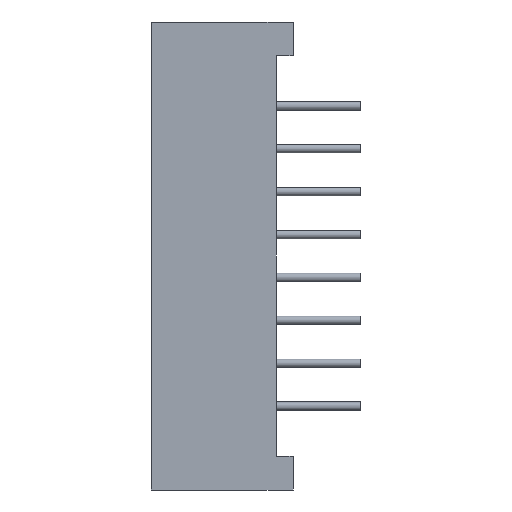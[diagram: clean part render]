
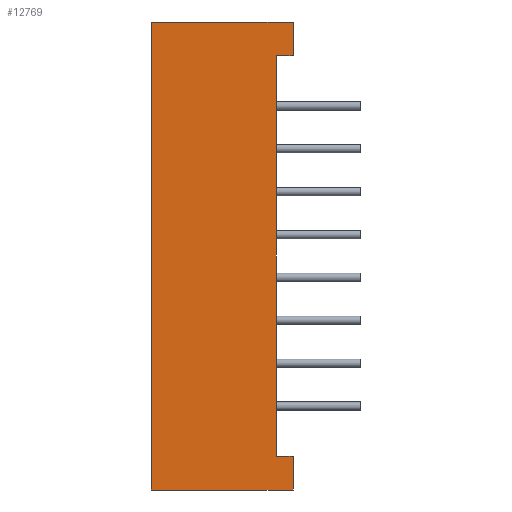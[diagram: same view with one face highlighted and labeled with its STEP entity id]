
A CAD part, left-side view. The second image highlights one B-rep face of the part: STEP entity #12769.
In plain terms, the highlighted planar face has unit normal (-1, 0, 0).
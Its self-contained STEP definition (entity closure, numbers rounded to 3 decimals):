
#255 = VERTEX_POINT ( 'NONE', #4677 ) ;
#260 = EDGE_CURVE ( 'NONE', #255, #3700, #4670, .T. ) ;
#347 = EDGE_CURVE ( 'NONE', #4222, #4246, #4986, .T. ) ;
#352 = EDGE_CURVE ( 'NONE', #7129, #3703, #5020, .T. ) ;
#463 = ORIENTED_EDGE ( 'NONE', *, *, #352, .T. ) ;
#3700 = VERTEX_POINT ( 'NONE', #19607 ) ;
#3702 = EDGE_CURVE ( 'NONE', #3703, #3700, #19606, .T. ) ;
#3703 = VERTEX_POINT ( 'NONE', #19602 ) ;
#4221 = EDGE_CURVE ( 'NONE', #4236, #4222, #21116, .T. ) ;
#4222 = VERTEX_POINT ( 'NONE', #21112 ) ;
#4236 = VERTEX_POINT ( 'NONE', #21150 ) ;
#4246 = VERTEX_POINT ( 'NONE', #21139 ) ;
#4247 = VERTEX_POINT ( 'NONE', #21138 ) ;
#4249 = EDGE_CURVE ( 'NONE', #4247, #4246, #21137, .T. ) ;
#4667 = DIRECTION ( 'NONE',  ( 0., 0., 1. ) ) ;
#4668 = VECTOR ( 'NONE', #4667, 1000. ) ;
#4669 = CARTESIAN_POINT ( 'NONE',  ( -10., 0., 0. ) ) ;
#4670 = LINE ( 'NONE', #4669, #4668 ) ;
#4677 = CARTESIAN_POINT ( 'NONE',  ( -10., 0., -13.85 ) ) ;
#4983 = DIRECTION ( 'NONE',  ( 0., -1., 0. ) ) ;
#4984 = VECTOR ( 'NONE', #4983, 1000. ) ;
#4985 = CARTESIAN_POINT ( 'NONE',  ( -10., -4.2, -11.85 ) ) ;
#4986 = LINE ( 'NONE', #4985, #4984 ) ;
#5017 = DIRECTION ( 'NONE',  ( 0., 0., 1. ) ) ;
#5018 = VECTOR ( 'NONE', #5017, 1000. ) ;
#5019 = CARTESIAN_POINT ( 'NONE',  ( -10., -8.4, 0. ) ) ;
#5020 = LINE ( 'NONE', #5019, #5018 ) ;
#7129 = VERTEX_POINT ( 'NONE', #21476 ) ;
#12767 = EDGE_LOOP ( 'NONE', ( #18171, #18187, #18183, #18184, #463, #18270, #18263, #18269 ) ) ;
#12769 = ADVANCED_FACE ( 'NONE', ( #21586 ), #21626, .T. ) ;
#18171 = ORIENTED_EDGE ( 'NONE', *, *, #4249, .T. ) ;
#18183 = ORIENTED_EDGE ( 'NONE', *, *, #4221, .F. ) ;
#18184 = ORIENTED_EDGE ( 'NONE', *, *, #18191, .F. ) ;
#18187 = ORIENTED_EDGE ( 'NONE', *, *, #347, .F. ) ;
#18191 = EDGE_CURVE ( 'NONE', #7129, #4236, #22247, .T. ) ;
#18263 = ORIENTED_EDGE ( 'NONE', *, *, #260, .F. ) ;
#18266 = EDGE_CURVE ( 'NONE', #4247, #255, #22452, .T. ) ;
#18269 = ORIENTED_EDGE ( 'NONE', *, *, #18266, .F. ) ;
#18270 = ORIENTED_EDGE ( 'NONE', *, *, #3702, .T. ) ;
#19602 = CARTESIAN_POINT ( 'NONE',  ( -10., -8.4, 13.85 ) ) ;
#19603 = DIRECTION ( 'NONE',  ( 0., 1., 0. ) ) ;
#19604 = VECTOR ( 'NONE', #19603, 1000. ) ;
#19605 = CARTESIAN_POINT ( 'NONE',  ( -10., -8.4, 13.85 ) ) ;
#19606 = LINE ( 'NONE', #19605, #19604 ) ;
#19607 = CARTESIAN_POINT ( 'NONE',  ( -10., 0., 13.85 ) ) ;
#21112 = CARTESIAN_POINT ( 'NONE',  ( -10., -7.4, -11.85 ) ) ;
#21113 = DIRECTION ( 'NONE',  ( 0., 0., -1. ) ) ;
#21114 = VECTOR ( 'NONE', #21113, 1000. ) ;
#21115 = CARTESIAN_POINT ( 'NONE',  ( -10., -7.4, -22.656 ) ) ;
#21116 = LINE ( 'NONE', #21115, #21114 ) ;
#21134 = DIRECTION ( 'NONE',  ( 0., 0., 1. ) ) ;
#21135 = VECTOR ( 'NONE', #21134, 1000. ) ;
#21136 = CARTESIAN_POINT ( 'NONE',  ( -10., -8.4, 0. ) ) ;
#21137 = LINE ( 'NONE', #21136, #21135 ) ;
#21138 = CARTESIAN_POINT ( 'NONE',  ( -10., -8.4, -13.85 ) ) ;
#21139 = CARTESIAN_POINT ( 'NONE',  ( -10., -8.4, -11.85 ) ) ;
#21150 = CARTESIAN_POINT ( 'NONE',  ( -10., -7.4, 11.85 ) ) ;
#21476 = CARTESIAN_POINT ( 'NONE',  ( -10., -8.4, 11.85 ) ) ;
#21586 = FACE_OUTER_BOUND ( 'NONE', #12767, .T. ) ;
#21621 = DIRECTION ( 'NONE',  ( 0., 0., 1. ) ) ;
#21622 = DIRECTION ( 'NONE',  ( -1., 0., 0. ) ) ;
#21623 = CARTESIAN_POINT ( 'NONE',  ( -10., -8.4, 0. ) ) ;
#21624 = AXIS2_PLACEMENT_3D ( 'NONE', #21623, #21622, #21621 ) ;
#21626 = PLANE ( 'NONE',  #21624 ) ;
#22243 = DIRECTION ( 'NONE',  ( 0., 1., 0. ) ) ;
#22245 = VECTOR ( 'NONE', #22243, 1000. ) ;
#22246 = CARTESIAN_POINT ( 'NONE',  ( -10., -4.2, 11.85 ) ) ;
#22247 = LINE ( 'NONE', #22246, #22245 ) ;
#22449 = DIRECTION ( 'NONE',  ( 0., 1., 0. ) ) ;
#22450 = VECTOR ( 'NONE', #22449, 1000. ) ;
#22451 = CARTESIAN_POINT ( 'NONE',  ( -10., -8.4, -13.85 ) ) ;
#22452 = LINE ( 'NONE', #22451, #22450 ) ;
